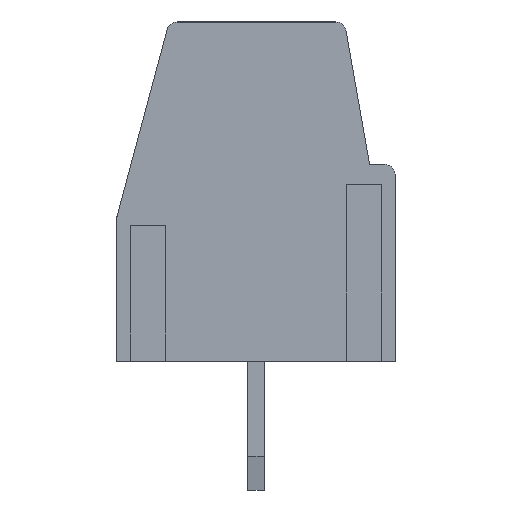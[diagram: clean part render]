
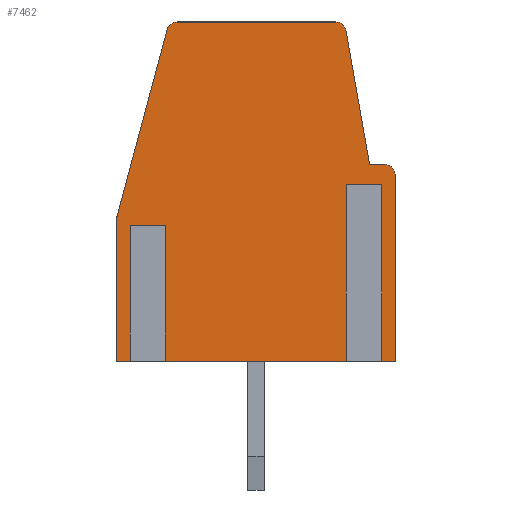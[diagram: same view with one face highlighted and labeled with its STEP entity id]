
A CAD part, left-side view. The second image highlights one B-rep face of the part: STEP entity #7462.
In plain terms, the highlighted planar face has unit normal (-1, 0, 0).
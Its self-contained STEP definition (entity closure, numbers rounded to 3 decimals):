
#5246 = EDGE_CURVE('',#5247,#5249,#5251,.T.);
#5247 = VERTEX_POINT('',#5248);
#5248 = CARTESIAN_POINT('',(-17.779,3.494,0.014));
#5249 = VERTEX_POINT('',#5250);
#5250 = CARTESIAN_POINT('',(-17.779,4.107,0.014));
#5251 = LINE('',#5252,#5253);
#5252 = CARTESIAN_POINT('',(-17.779,-4.093,0.014));
#5253 = VECTOR('',#5254,1.);
#5254 = DIRECTION('',(0.,1.,0.));
#5282 = VERTEX_POINT('',#5283);
#5283 = CARTESIAN_POINT('',(-17.779,-4.093,0.014));
#5289 = EDGE_CURVE('',#5282,#5290,#5292,.T.);
#5290 = VERTEX_POINT('',#5291);
#5291 = CARTESIAN_POINT('',(-17.779,-3.481,0.014));
#5292 = LINE('',#5293,#5294);
#5293 = CARTESIAN_POINT('',(-17.779,-4.093,0.014));
#5294 = VECTOR('',#5295,1.);
#5295 = DIRECTION('',(0.,1.,0.));
#5314 = VERTEX_POINT('',#5315);
#5315 = CARTESIAN_POINT('',(-17.779,-2.881,0.014));
#5321 = EDGE_CURVE('',#5314,#5322,#5324,.T.);
#5322 = VERTEX_POINT('',#5323);
#5323 = CARTESIAN_POINT('',(-17.779,2.894,0.014));
#5324 = LINE('',#5325,#5326);
#5325 = CARTESIAN_POINT('',(-17.779,-4.093,0.014));
#5326 = VECTOR('',#5327,1.);
#5327 = DIRECTION('',(0.,1.,0.));
#5427 = EDGE_CURVE('',#5428,#5282,#5430,.T.);
#5428 = VERTEX_POINT('',#5429);
#5429 = CARTESIAN_POINT('',(-17.779,-4.093,5.514));
#5430 = LINE('',#5431,#5432);
#5431 = CARTESIAN_POINT('',(-17.779,-4.093,5.814));
#5432 = VECTOR('',#5433,1.);
#5433 = DIRECTION('',(0.,0.,-1.));
#5451 = EDGE_CURVE('',#5452,#5428,#5454,.T.);
#5452 = VERTEX_POINT('',#5453);
#5453 = CARTESIAN_POINT('',(-17.779,-3.793,5.814));
#5454 = CIRCLE('',#5455,0.3);
#5455 = AXIS2_PLACEMENT_3D('',#5456,#5457,#5458);
#5456 = CARTESIAN_POINT('',(-17.779,-3.793,5.514));
#5457 = DIRECTION('',(1.,0.,0.));
#5458 = DIRECTION('',(0.,1.,0.));
#5476 = EDGE_CURVE('',#5477,#5452,#5479,.T.);
#5477 = VERTEX_POINT('',#5478);
#5478 = CARTESIAN_POINT('',(-17.779,-3.343,5.814));
#5479 = LINE('',#5480,#5481);
#5480 = CARTESIAN_POINT('',(-17.779,-3.343,5.814));
#5481 = VECTOR('',#5482,1.);
#5482 = DIRECTION('',(0.,-1.,0.));
#5500 = EDGE_CURVE('',#5501,#5477,#5503,.T.);
#5501 = VERTEX_POINT('',#5502);
#5502 = CARTESIAN_POINT('',(-17.779,-2.646,9.766));
#5503 = LINE('',#5504,#5505);
#5504 = CARTESIAN_POINT('',(-17.779,-2.646,9.766));
#5505 = VECTOR('',#5506,1.);
#5506 = DIRECTION('',(0.,-0.174,-0.985));
#5524 = EDGE_CURVE('',#5525,#5501,#5527,.T.);
#5525 = VERTEX_POINT('',#5526);
#5526 = CARTESIAN_POINT('',(-17.779,-2.351,10.014));
#5527 = CIRCLE('',#5528,0.3);
#5528 = AXIS2_PLACEMENT_3D('',#5529,#5530,#5531);
#5529 = CARTESIAN_POINT('',(-17.779,-2.351,9.714));
#5530 = DIRECTION('',(1.,0.,0.));
#5531 = DIRECTION('',(0.,1.,0.));
#5589 = EDGE_CURVE('',#5590,#5525,#5592,.T.);
#5590 = VERTEX_POINT('',#5591);
#5591 = CARTESIAN_POINT('',(-17.779,2.336,10.014));
#5592 = LINE('',#5593,#5594);
#5593 = CARTESIAN_POINT('',(-17.779,-4.093,10.014));
#5594 = VECTOR('',#5595,1.);
#5595 = DIRECTION('',(0.,-1.,0.));
#5613 = EDGE_CURVE('',#5614,#5590,#5616,.T.);
#5614 = VERTEX_POINT('',#5615);
#5615 = CARTESIAN_POINT('',(-17.779,2.626,9.791));
#5616 = CIRCLE('',#5617,0.3);
#5617 = AXIS2_PLACEMENT_3D('',#5618,#5619,#5620);
#5618 = CARTESIAN_POINT('',(-17.779,2.336,9.714));
#5619 = DIRECTION('',(1.,0.,0.));
#5620 = DIRECTION('',(0.,1.,0.));
#5638 = EDGE_CURVE('',#5639,#5614,#5641,.T.);
#5639 = VERTEX_POINT('',#5640);
#5640 = CARTESIAN_POINT('',(-17.779,4.107,4.264));
#5641 = LINE('',#5642,#5643);
#5642 = CARTESIAN_POINT('',(-17.779,4.107,4.264));
#5643 = VECTOR('',#5644,1.);
#5644 = DIRECTION('',(0.,-0.259,0.966));
#5662 = EDGE_CURVE('',#5249,#5639,#5663,.T.);
#5663 = LINE('',#5664,#5665);
#5664 = CARTESIAN_POINT('',(-17.779,4.107,0.014));
#5665 = VECTOR('',#5666,1.);
#5666 = DIRECTION('',(0.,0.,1.));
#7462 = ADVANCED_FACE('',(#7463),#7521,.F.);
#7463 = FACE_BOUND('',#7464,.T.);
#7464 = EDGE_LOOP('',(#7465,#7473,#7481,#7487,#7488,#7489,#7490,#7491,
    #7492,#7493,#7494,#7495,#7496,#7497,#7498,#7506,#7514,#7520));
#7465 = ORIENTED_EDGE('',*,*,#7466,.F.);
#7466 = EDGE_CURVE('',#7467,#5314,#7469,.T.);
#7467 = VERTEX_POINT('',#7468);
#7468 = CARTESIAN_POINT('',(-17.779,-2.881,5.214));
#7469 = LINE('',#7470,#7471);
#7470 = CARTESIAN_POINT('',(-17.779,-2.881,5.814));
#7471 = VECTOR('',#7472,1.);
#7472 = DIRECTION('',(0.,0.,-1.));
#7473 = ORIENTED_EDGE('',*,*,#7474,.F.);
#7474 = EDGE_CURVE('',#7475,#7467,#7477,.T.);
#7475 = VERTEX_POINT('',#7476);
#7476 = CARTESIAN_POINT('',(-17.779,-3.481,5.214));
#7477 = LINE('',#7478,#7479);
#7478 = CARTESIAN_POINT('',(-17.779,-4.093,5.214));
#7479 = VECTOR('',#7480,1.);
#7480 = DIRECTION('',(0.,1.,0.));
#7481 = ORIENTED_EDGE('',*,*,#7482,.F.);
#7482 = EDGE_CURVE('',#5290,#7475,#7483,.T.);
#7483 = LINE('',#7484,#7485);
#7484 = CARTESIAN_POINT('',(-17.779,-3.481,5.814));
#7485 = VECTOR('',#7486,1.);
#7486 = DIRECTION('',(0.,0.,1.));
#7487 = ORIENTED_EDGE('',*,*,#5289,.F.);
#7488 = ORIENTED_EDGE('',*,*,#5427,.F.);
#7489 = ORIENTED_EDGE('',*,*,#5451,.F.);
#7490 = ORIENTED_EDGE('',*,*,#5476,.F.);
#7491 = ORIENTED_EDGE('',*,*,#5500,.F.);
#7492 = ORIENTED_EDGE('',*,*,#5524,.F.);
#7493 = ORIENTED_EDGE('',*,*,#5589,.F.);
#7494 = ORIENTED_EDGE('',*,*,#5613,.F.);
#7495 = ORIENTED_EDGE('',*,*,#5638,.F.);
#7496 = ORIENTED_EDGE('',*,*,#5662,.F.);
#7497 = ORIENTED_EDGE('',*,*,#5246,.F.);
#7498 = ORIENTED_EDGE('',*,*,#7499,.F.);
#7499 = EDGE_CURVE('',#7500,#5247,#7502,.T.);
#7500 = VERTEX_POINT('',#7501);
#7501 = CARTESIAN_POINT('',(-17.779,3.494,4.014));
#7502 = LINE('',#7503,#7504);
#7503 = CARTESIAN_POINT('',(-17.779,3.494,5.814));
#7504 = VECTOR('',#7505,1.);
#7505 = DIRECTION('',(0.,0.,-1.));
#7506 = ORIENTED_EDGE('',*,*,#7507,.F.);
#7507 = EDGE_CURVE('',#7508,#7500,#7510,.T.);
#7508 = VERTEX_POINT('',#7509);
#7509 = CARTESIAN_POINT('',(-17.779,2.894,4.014));
#7510 = LINE('',#7511,#7512);
#7511 = CARTESIAN_POINT('',(-17.779,-4.093,4.014));
#7512 = VECTOR('',#7513,1.);
#7513 = DIRECTION('',(0.,1.,0.));
#7514 = ORIENTED_EDGE('',*,*,#7515,.F.);
#7515 = EDGE_CURVE('',#5322,#7508,#7516,.T.);
#7516 = LINE('',#7517,#7518);
#7517 = CARTESIAN_POINT('',(-17.779,2.894,5.814));
#7518 = VECTOR('',#7519,1.);
#7519 = DIRECTION('',(0.,0.,1.));
#7520 = ORIENTED_EDGE('',*,*,#5321,.F.);
#7521 = PLANE('',#7522);
#7522 = AXIS2_PLACEMENT_3D('',#7523,#7524,#7525);
#7523 = CARTESIAN_POINT('',(-17.779,-4.093,5.814));
#7524 = DIRECTION('',(1.,0.,0.));
#7525 = DIRECTION('',(0.,1.,0.));
